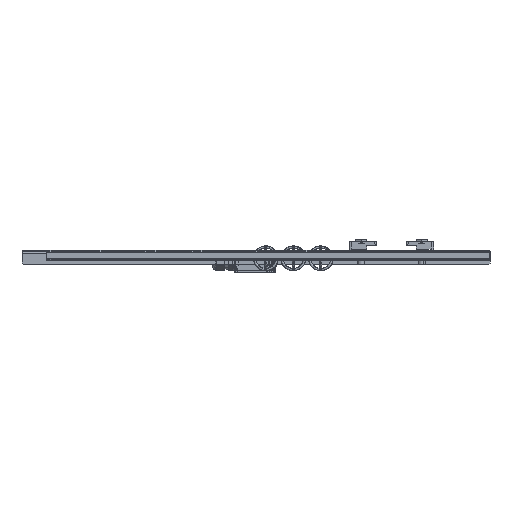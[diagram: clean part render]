
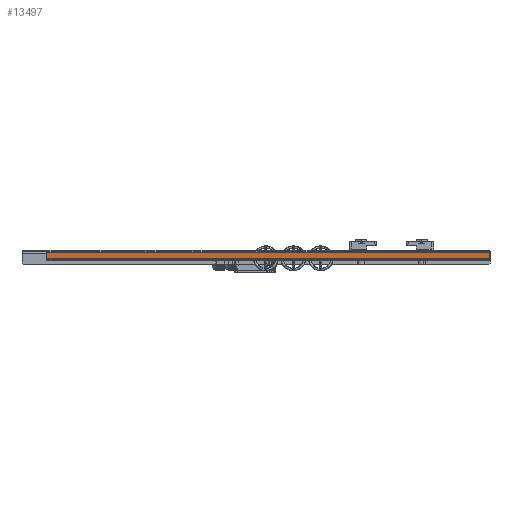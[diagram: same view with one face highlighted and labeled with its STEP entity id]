
A CAD part, front view. The second image highlights one B-rep face of the part: STEP entity #13497.
In plain terms, the highlighted planar face has unit normal (0, -1, 0).
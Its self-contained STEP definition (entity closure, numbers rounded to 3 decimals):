
#1675 = EDGE_CURVE ( 'NONE', #45740, #28819, #47393, .T. ) ;
#2320 = DIRECTION ( 'NONE',  ( 0., 0., 1. ) ) ;
#4319 = DIRECTION ( 'NONE',  ( 1., 0., 0. ) ) ;
#4425 = ORIENTED_EDGE ( 'NONE', *, *, #34106, .T. ) ;
#7777 = LINE ( 'NONE', #48114, #21245 ) ;
#11740 = DIRECTION ( 'NONE',  ( 0., 0., -1. ) ) ;
#13497 = ADVANCED_FACE ( 'NONE', ( #17634 ), #37325, .F. ) ;
#14627 = VECTOR ( 'NONE', #11740, 1000. ) ;
#15741 = CARTESIAN_POINT ( 'NONE',  ( 0., -65., -3. ) ) ;
#17634 = FACE_OUTER_BOUND ( 'NONE', #57348, .T. ) ;
#17940 = VECTOR ( 'NONE', #19412, 1000. ) ;
#18653 = LINE ( 'NONE', #28965, #20562 ) ;
#19412 = DIRECTION ( 'NONE',  ( 0., 0., 1. ) ) ;
#20562 = VECTOR ( 'NONE', #4319, 1000. ) ;
#21245 = VECTOR ( 'NONE', #58390, 1000. ) ;
#22292 = CARTESIAN_POINT ( 'NONE',  ( 0., -65., 0. ) ) ;
#28819 = VERTEX_POINT ( 'NONE', #63603 ) ;
#28965 = CARTESIAN_POINT ( 'NONE',  ( 630., -65., -3. ) ) ;
#34106 = EDGE_CURVE ( 'NONE', #65653, #45491, #40733, .T. ) ;
#37325 = PLANE ( 'NONE',  #62558 ) ;
#37673 = CARTESIAN_POINT ( 'NONE',  ( 630., -65., -12. ) ) ;
#37961 = DIRECTION ( 'NONE',  ( 0., 1., 0. ) ) ;
#39814 = EDGE_CURVE ( 'NONE', #45740, #45491, #18653, .T. ) ;
#40733 = LINE ( 'NONE', #56027, #17940 ) ;
#43030 = ORIENTED_EDGE ( 'NONE', *, *, #39814, .F. ) ;
#45491 = VERTEX_POINT ( 'NONE', #59371 ) ;
#45740 = VERTEX_POINT ( 'NONE', #15741 ) ;
#47302 = ORIENTED_EDGE ( 'NONE', *, *, #48880, .T. ) ;
#47393 = LINE ( 'NONE', #57353, #14627 ) ;
#48114 = CARTESIAN_POINT ( 'NONE',  ( 0., -65., -12. ) ) ;
#48880 = EDGE_CURVE ( 'NONE', #28819, #65653, #7777, .T. ) ;
#53496 = ORIENTED_EDGE ( 'NONE', *, *, #1675, .T. ) ;
#56027 = CARTESIAN_POINT ( 'NONE',  ( 630., -65., 0. ) ) ;
#57348 = EDGE_LOOP ( 'NONE', ( #43030, #53496, #47302, #4425 ) ) ;
#57353 = CARTESIAN_POINT ( 'NONE',  ( 0., -65., 0. ) ) ;
#58390 = DIRECTION ( 'NONE',  ( 1., 0., 0. ) ) ;
#59371 = CARTESIAN_POINT ( 'NONE',  ( 630., -65., -3. ) ) ;
#62558 = AXIS2_PLACEMENT_3D ( 'NONE', #22292, #37961, #2320 ) ;
#63603 = CARTESIAN_POINT ( 'NONE',  ( 0., -65., -12. ) ) ;
#65653 = VERTEX_POINT ( 'NONE', #37673 ) ;
